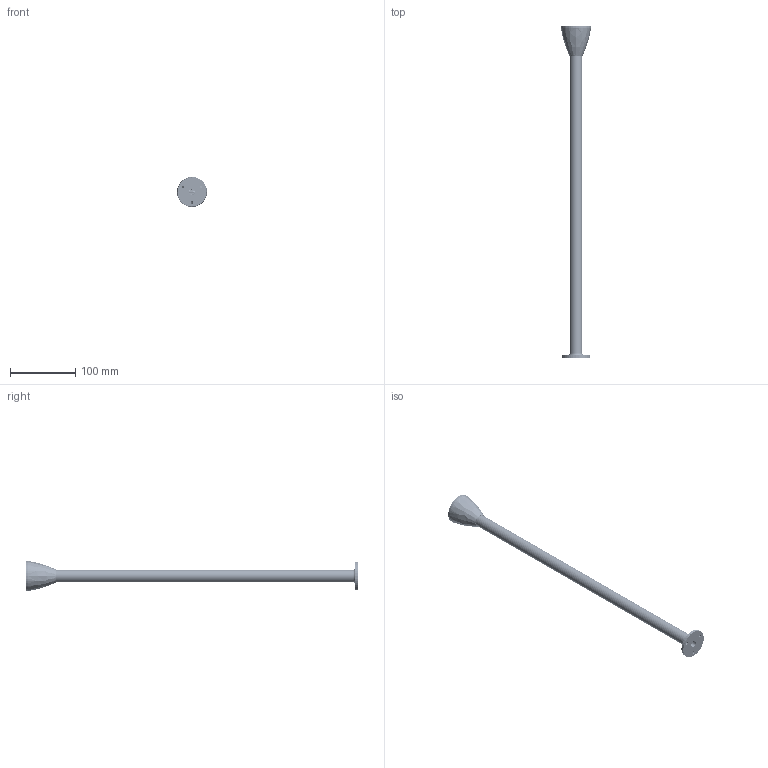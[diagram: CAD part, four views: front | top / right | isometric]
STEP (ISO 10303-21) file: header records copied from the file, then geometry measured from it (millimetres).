
FILE_DESCRIPTION((''),'2;1');
FILE_NAME('170702_ASM','2013-04-23T',('pdmadmin'),(''),'PRO/ENGINEER BY PARAMETRIC TECHNOLOGY CORPORATION, 2012300','PRO/ENGINEER BY PARAMETRIC TECHNOLOGY CORPORATION, 2012300','');
FILE_SCHEMA(('CONFIG_CONTROL_DESIGN'));
Length unit declared in the file: inch
Products named in the file (6): 169296_UN_B040B; 169296_FLEXARM_WEBMODEL; 169296_5_8_27; 169296_VINYL_CLAD_WEBMODEL; 165545; 170702_ASM
Assembly tree (5 placements, depth 2):
  170702_ASM
    169296_UN_B040B
    169296_FLEXARM_WEBMODEL
    169296_5_8_27
    169296_VINYL_CLAD_WEBMODEL
    165545
Bounding box: 46 x 509.81 x 46 mm (x, y, z)
Volume: 68942.2 mm3; surface area: 114877.5 mm2
Topology: 5 solids, 5 shells, 423 faces, 1061 edges, 653 vertices
Faces by surface type: bspline 300, cylinder 88, plane 19, cone 10, torus 6
Entity records: 74661 total; most frequent: CARTESIAN_POINT 67092, ORIENTED_EDGE 1910, EDGE_CURVE 955, DIRECTION 832, VERTEX_POINT 580, B_SPLINE_CURVE_WITH_KNOTS 489, EDGE_LOOP 411, FACE_OUTER_BOUND 390
